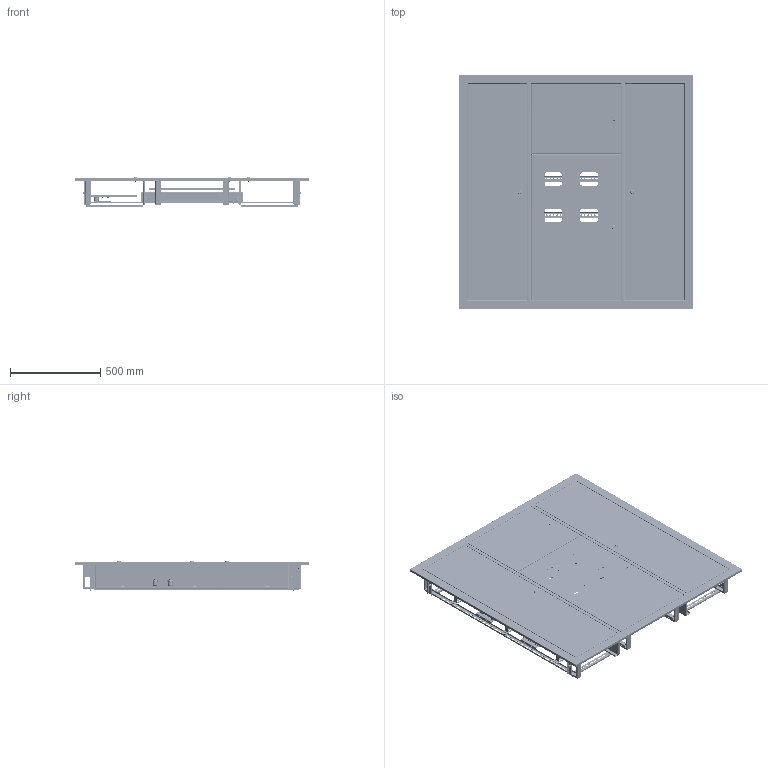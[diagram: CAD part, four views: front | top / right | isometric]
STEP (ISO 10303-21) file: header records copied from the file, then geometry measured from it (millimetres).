
FILE_DESCRIPTION (( 'STEP AP203' ), '1' );
FILE_NAME ('ÓÝÐÂ 4êâ. 1300õ1300 IP31 PROxima.STEP', '2021-11-15T07:09:42', ( '' ), ( '' ), 'SwSTEP 2.0', 'SolidWorks 2021', '' );
FILE_SCHEMA (( 'CONFIG_CONTROL_DESIGN' ));
Length unit declared in the file: millimetre
Products named in the file (54): Çàìîê ïî÷òîâûé; hex bolt gradec_din_DIN EN 24016 - M6 x 30 x 18-WN; Çåðêàëüíî îòðàçèòüÇåðêàëüíî îòðàçèòüÌÈ-2288.01.00.006 Óñèëèòåëü ; Çàêëåïêà ãàå÷íàÿ Ì6 UNI 9203; Çåðêàëüíî îòðàçèòüÌÈ-2288.01.00.006 Óñèëèòåëü ; ÌÈ-2244.05.00.003 Êðîíøòåéí ïîä äèí-ðåéêó; pan head cross recess screw_din_DIN EN ISO 7045 - M6 x 8 - Z - 8N; Çåðêàëüíî îòðàçèòüÌÈ-2288.01.00.005 Ïåðåãîðîäêà; ÌÈ-2288.01.00.006 Äåðæàòåëü äâåðè; pan head cross recess screw_din11_DIN EN ISO 7045 - M6 x 16 - Z - 16N; ﾌﾈ-2288.02.00.000 ﾄ粢 珮ⅳⅸ浯 ﾑﾁ; ÌÈ-2288.00.00.004 Ïðèæèì êàáåëÿ; Øïèëüêà Ì6õ12; ﾌﾈ-1796.01.00.003 ﾊ煇鳫; Çàêëåïêà ãàå÷íàÿ Ì4; Ïëàñòèíà 100õ35; ÌÈ-2288.01.00.002-01 Ñòåíêà íèæíÿÿ; DIN-謥濋趌L=420 (!); ÌÈ-2288.05.00.000 Ðàìà ìîíòàæíàÿ ÑÁ; ÌÈ-2288.01.00.004 Øâåëëåð; ÌÈ-2288.00.00.003 Ïðîòèâîïîæàðíàÿ ïåðåãîðîäêà ; 昈-2288.01.00.000 扻豵鵨 捘; ÌÈ-2288.01.01.000 Êðîíøòåéí ÑÁ_‘ ªà®­èâ¥©­ ¬¨; ÌÈ-2288.04.00.000 Äâåðü ñèëîâàÿ ÑÁ; hex flange nut_din1_Hexagon Flange Nut DIN 6923 - M6 - N; ÌÈ-2288.00.00.001 Ôàëüøïàíåëü; ÌÈ-2288.01.00.001-01 Ñòåíêà ïðàâàÿ; pan head cross recess screw_din1_ISO 7045 - M4 x 16 - Z --- 16N; Áî÷îíîê èçîëÿòîð øèííûé SM 25; ÌÈ-2288.01.01.000 Êðîíøòåéí ÑÁ_‚ á« ¡®â®çªã; ÌÈ-2288.00.00.005 Òðóáà 60õ40; ﾕ黑 ﾙﾝ; ÌÈ-2288.01.00.001 Ñòåíêà ëåâàÿ; Çàêëåïêà ãàå÷íàÿ Ì8; wing nut 01_din_DIN 315-M6-GT-C-N; ÓÝÐÂ 4êâ. 1300õ1300 IP31 PROxima; ﾌﾈ-2288.02.00.001 ﾄ粢 珮ⅳⅸ浯; ÌÈ-2288.01.00.005 Ïåðåãîðîäêà; pan head cross recess screw_din_DIN EN ISO 7045 - M4 x 16 - Z - 16N; ÌÈ-2288.00.00.006 Êàáåëüêàíàë  ...
Assembly tree (185 placements, depth 4):
  ÓÝÐÂ 4êâ. 1300õ1300 IP31 PROxima
    昈-2288.01.00.000 扻豵鵨 捘
      ÌÈ-2288.01.00.001 Ñòåíêà ëåâàÿ
      ÌÈ-2288.01.00.002 Ñòåíêà âåðõíÿÿ
      ÌÈ-2288.01.00.004 Øâåëëåð  x2
      ÌÈ-2288.01.00.005 Ïåðåãîðîäêà
      ÌÈ-2288.01.01.000 Êðîíøòåéí ÑÁ_‘ ªà®­èâ¥©­ ¬¨
        ﾌﾈ-2288.01.01.001 ﾊ煇鳫
        Øïèëüêà Ì6õ12  x2
        ﾌﾈ-1796.01.00.003 ﾊ煇鳫  x2
      ÌÈ-2288.01.01.000 Êðîíøòåéí ÑÁ_–¥­âà «ì­ ï  x2
        ﾌﾈ-2288.01.01.001 ﾊ煇鳫
        Çàêëåïêà ãàå÷íàÿ Ì6 UNI 9203
      ÌÈ-2288.01.01.000 Êðîíøòåéí ÑÁ_‚ á« ¡®â®çªã
        ﾌﾈ-2288.01.01.001 ﾊ煇鳫
        Øïèëüêà Ì6õ12
      ÌÈ-2288.01.00.002-01 Ñòåíêà íèæíÿÿ
      Ïëàñòèíà 100õ35  x4
      ÌÈ-2288.01.00.006 Äåðæàòåëü äâåðè
      ÌÈ-2288.01.00.003 Óñèëèòåëü 
      Çåðêàëüíî îòðàçèòüÌÈ-2288.01.00.006 Óñèëèòåëü   x2
      Çåðêàëüíî îòðàçèòüÌÈ-2288.01.00.005 Ïåðåãîðîäêà
      Çåðêàëüíî îòðàçèòüÇåðêàëüíî îòðàçèòüÌÈ-2288.01.00.006 Óñèëèòåëü 
      Øïèëüêà Ì6õ12  x6
      Çàêëåïêà ãàå÷íàÿ Ì8  x4
      ÌÈ-2288.00.00.005 Òðóáà 60õ40
      ÌÈ-2288.01.00.001-01 Ñòåíêà ïðàâàÿ
    ﾌﾈ-2288.02.00.000 ﾄ粢 珮ⅳⅸ浯 ﾑﾁ  x2
      ﾌﾈ-2288.02.00.001 ﾄ粢 珮ⅳⅸ浯
      Çàêëåïêà ãàå÷íàÿ Ì4
      Çàìîê ïî÷òîâûé
      Øïèëüêà Ì6õ12
    ÌÈ-2288.04.00.000 Äâåðü ñèëîâàÿ ÑÁ
      Çàêëåïêà ãàå÷íàÿ Ì4  x2
      ÌÈ-2288.04.00.001 Äâåðü ñèëîâàÿ
      Çàìîê ïî÷òîâûé
      Øïèëüêà Ì6õ12
    ÌÈ-2288.03.00.000 Äâåðü ó÷åòà ÑÁ
      ÌÈ-2288.03.00.001 Äâåðü ó÷åòà
      Çàìîê ïî÷òîâûé
      Çàêëåïêà ãàå÷íàÿ Ì4
      Øïèëüêà Ì6õ12
    pan head cross recess screw_din1_ISO 7045 - M4 x 16 - Z --- 16N  x5
    DIN-ðåéêà2_L=420 (!)  x7
    hex flange nut_din1_Hexagon Flange Nut DIN 6923 - M6 - N  x3
    ÌÈ-2288.05.00.000 Ðàìà ìîíòàæíàÿ ÑÁ
      ÌÈ-2288.05.00.001 Ðåéêà âåðòèêàëüíàÿ  x2
      ÌÈ-2288.05.00.002 Ðåéêà ãîðèçîíòàëüíàÿ
      pan head cross recess screw_din11_DIN EN ISO 7045 - M6 x 16 - Z - 16N  x16
      hex flange nut_din_Hexagon Flange Nut DIN 6923 - M6 - N  x12
      DIN-謥濋趌L=420 (!)  x5
      ÌÈ-2244.05.00.003 Êðîíøòåéí ïîä äèí-ðåéêó  x8
      ﾕ黑 ﾙﾝ
      pan head cross recess screw_din_DIN EN ISO 7045 - M4 x 16 - Z - 16N  x2
      Çàêëåïêà öèëèíäðè÷åñêàÿ Ì4 ÑÒ-Á ñ âíóòðåííåé ðåçüáîé_Œ8  x12
      ÌÈ-2288.00.00.001 Ôàëüøïàíåëü  x2
      ÌÈ-2288.00.00.002 Ôàëüøïàíåëü ó÷åòíàÿ
    ÌÈ-2288.00.00.006 Êàáåëüêàíàë 
    ÌÈ-2288.00.00.004 Ïðèæèì êàáåëÿ  x3
    ÌÈ-2288.00.00.003 Ïðîòèâîïîæàðíàÿ ïåðåãîðîäêà   x2
Bounding box: 1300 x 1300 x 162 mm (x, y, z)
Volume: 4294599.8 mm3; surface area: 8864580.9 mm2
Topology: 183 solids, 183 shells, 13445 faces, 34750 edges, 22093 vertices
Faces by surface type: plane 6771, cylinder 3060, bspline 2410, cone 788, torus 366, sphere 50
Entity records: 117968 total; most frequent: CARTESIAN_POINT 26633, DIRECTION 17079, ORIENTED_EDGE 16818, EDGE_CURVE 8409, AXIS2_PLACEMENT_3D 5908, VERTEX_POINT 5274, LINE 5263, VECTOR 5263
